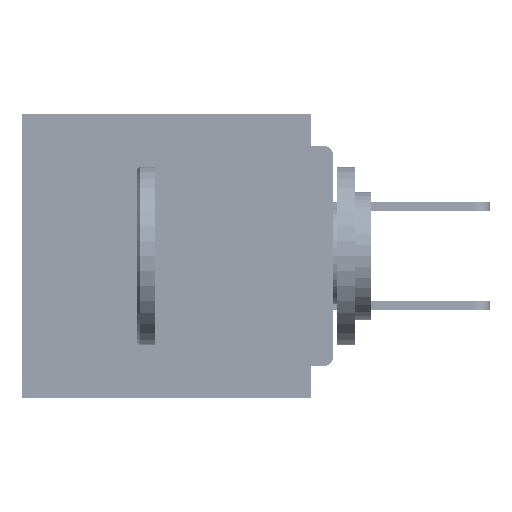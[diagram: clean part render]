
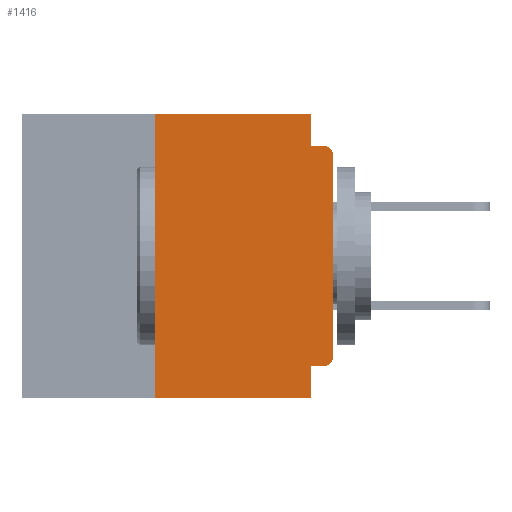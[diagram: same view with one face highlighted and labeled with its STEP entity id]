
A CAD part, left-side view. The second image highlights one B-rep face of the part: STEP entity #1416.
In plain terms, the highlighted planar face has unit normal (-1, 0, 0).
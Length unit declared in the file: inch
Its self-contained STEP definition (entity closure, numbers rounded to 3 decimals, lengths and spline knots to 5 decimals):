
#84 = LINE ( 'NONE', #53301, #54396 ) ;
#720 = ORIENTED_EDGE ( 'NONE', *, *, #31698, .F. ) ;
#1401 = CARTESIAN_POINT ( 'NONE',  ( 0., 0.015, -0.06 ) ) ;
#1416 = ADVANCED_FACE ( 'NONE', ( #10286 ), #4822, .F. ) ;
#1872 = LINE ( 'NONE', #13890, #14308 ) ;
#2666 = CARTESIAN_POINT ( 'NONE',  ( 0., 0.015, -0.045 ) ) ;
#2777 = DIRECTION ( 'NONE',  ( 0., 0., -1. ) ) ;
#3010 = DIRECTION ( 'NONE',  ( 1., 0., 0. ) ) ;
#3782 = CIRCLE ( 'NONE', #55332, 0.015 ) ;
#4438 = ORIENTED_EDGE ( 'NONE', *, *, #14981, .F. ) ;
#4822 = PLANE ( 'NONE',  #56188 ) ;
#5321 = CARTESIAN_POINT ( 'NONE',  ( 0., 0.25, 0. ) ) ;
#5440 = VERTEX_POINT ( 'NONE', #43060 ) ;
#6108 = DIRECTION ( 'NONE',  ( 0., 0., 1. ) ) ;
#6420 = CARTESIAN_POINT ( 'NONE',  ( 0., 0.437, 0. ) ) ;
#6720 = DIRECTION ( 'NONE',  ( 0., 0., -1. ) ) ;
#6991 = ORIENTED_EDGE ( 'NONE', *, *, #50125, .F. ) ;
#7017 = CARTESIAN_POINT ( 'NONE',  ( 0., 0.437, 0. ) ) ;
#7549 = DIRECTION ( 'NONE',  ( 0., 0., -1. ) ) ;
#8019 = EDGE_CURVE ( 'NONE', #45289, #37259, #41915, .T. ) ;
#10286 = FACE_OUTER_BOUND ( 'NONE', #51482, .T. ) ;
#11705 = DIRECTION ( 'NONE',  ( 0., -1., 0. ) ) ;
#12441 = VERTEX_POINT ( 'NONE', #58055 ) ;
#13292 = VECTOR ( 'NONE', #7549, 39.37008 ) ;
#13890 = CARTESIAN_POINT ( 'NONE',  ( 0., 0., -0.355 ) ) ;
#14308 = VECTOR ( 'NONE', #29669, 39.37008 ) ;
#14338 = DIRECTION ( 'NONE',  ( 0., 0., 1. ) ) ;
#14981 = EDGE_CURVE ( 'NONE', #51749, #55291, #56213, .T. ) ;
#15804 = ORIENTED_EDGE ( 'NONE', *, *, #63500, .T. ) ;
#16012 = CARTESIAN_POINT ( 'NONE',  ( 0., 0., -0.045 ) ) ;
#16504 = AXIS2_PLACEMENT_3D ( 'NONE', #1401, #38234, #6720 ) ;
#16543 = CARTESIAN_POINT ( 'NONE',  ( 0., 0.25, -0.4 ) ) ;
#16626 = DIRECTION ( 'NONE',  ( 0., -1., 0. ) ) ;
#16719 = CARTESIAN_POINT ( 'NONE',  ( 0., 0.031, -0.045 ) ) ;
#17305 = EDGE_CURVE ( 'NONE', #67008, #37259, #33673, .T. ) ;
#18358 = CARTESIAN_POINT ( 'NONE',  ( 0., 0.25, -0.4 ) ) ;
#18493 = ORIENTED_EDGE ( 'NONE', *, *, #8019, .T. ) ;
#20940 = VECTOR ( 'NONE', #14338, 39.37008 ) ;
#21690 = CARTESIAN_POINT ( 'NONE',  ( 0., 0., -0.34 ) ) ;
#23028 = ORIENTED_EDGE ( 'NONE', *, *, #26727, .F. ) ;
#23333 = LINE ( 'NONE', #51572, #63571 ) ;
#24403 = CARTESIAN_POINT ( 'NONE',  ( 0., 0.015, -0.34 ) ) ;
#24976 = LINE ( 'NONE', #6420, #52903 ) ;
#26361 = VERTEX_POINT ( 'NONE', #67448 ) ;
#26727 = EDGE_CURVE ( 'NONE', #34320, #67008, #32135, .T. ) ;
#27401 = ORIENTED_EDGE ( 'NONE', *, *, #61744, .F. ) ;
#29657 = DIRECTION ( 'NONE',  ( 0., 0., -1. ) ) ;
#29669 = DIRECTION ( 'NONE',  ( 0., 1., 0. ) ) ;
#29920 = EDGE_CURVE ( 'NONE', #26361, #64587, #3782, .T. ) ;
#31698 = EDGE_CURVE ( 'NONE', #26361, #12441, #1872, .T. ) ;
#31741 = EDGE_CURVE ( 'NONE', #64587, #45289, #34937, .T. ) ;
#32135 = LINE ( 'NONE', #39045, #13292 ) ;
#33673 = LINE ( 'NONE', #16012, #59970 ) ;
#34320 = VERTEX_POINT ( 'NONE', #57783 ) ;
#34937 = LINE ( 'NONE', #56332, #20940 ) ;
#37259 = VERTEX_POINT ( 'NONE', #2666 ) ;
#38234 = DIRECTION ( 'NONE',  ( -1., 0., 0. ) ) ;
#39045 = CARTESIAN_POINT ( 'NONE',  ( 0., 0.031, 0. ) ) ;
#41915 = CIRCLE ( 'NONE', #16504, 0.015 ) ;
#43060 = CARTESIAN_POINT ( 'NONE',  ( 0., 0.031, -0.4 ) ) ;
#44178 = ORIENTED_EDGE ( 'NONE', *, *, #17305, .F. ) ;
#45289 = VERTEX_POINT ( 'NONE', #51011 ) ;
#49380 = ORIENTED_EDGE ( 'NONE', *, *, #31741, .T. ) ;
#50125 = EDGE_CURVE ( 'NONE', #12441, #5440, #23333, .T. ) ;
#51011 = CARTESIAN_POINT ( 'NONE',  ( 0., 0., -0.06 ) ) ;
#51482 = EDGE_LOOP ( 'NONE', ( #49380, #18493, #44178, #23028, #27401, #4438, #15804, #6991, #720, #56319 ) ) ;
#51572 = CARTESIAN_POINT ( 'NONE',  ( 0., 0.031, -0.4 ) ) ;
#51749 = VERTEX_POINT ( 'NONE', #18358 ) ;
#52695 = DIRECTION ( 'NONE',  ( 0., -1., 0. ) ) ;
#52883 = VECTOR ( 'NONE', #6108, 39.37008 ) ;
#52903 = VECTOR ( 'NONE', #11705, 39.37008 ) ;
#53301 = CARTESIAN_POINT ( 'NONE',  ( 0., 0.437, -0.4 ) ) ;
#54396 = VECTOR ( 'NONE', #16626, 39.37008 ) ;
#55291 = VERTEX_POINT ( 'NONE', #5321 ) ;
#55332 = AXIS2_PLACEMENT_3D ( 'NONE', #24403, #61128, #29657 ) ;
#56188 = AXIS2_PLACEMENT_3D ( 'NONE', #7017, #3010, #2777 ) ;
#56213 = LINE ( 'NONE', #16543, #52883 ) ;
#56319 = ORIENTED_EDGE ( 'NONE', *, *, #29920, .T. ) ;
#56332 = CARTESIAN_POINT ( 'NONE',  ( 0., 0., 0. ) ) ;
#56855 = DIRECTION ( 'NONE',  ( 0., 0., -1. ) ) ;
#57783 = CARTESIAN_POINT ( 'NONE',  ( 0., 0.031, 0. ) ) ;
#58055 = CARTESIAN_POINT ( 'NONE',  ( 0., 0.031, -0.355 ) ) ;
#59970 = VECTOR ( 'NONE', #52695, 39.37008 ) ;
#61128 = DIRECTION ( 'NONE',  ( -1., 0., 0. ) ) ;
#61744 = EDGE_CURVE ( 'NONE', #55291, #34320, #24976, .T. ) ;
#63500 = EDGE_CURVE ( 'NONE', #51749, #5440, #84, .T. ) ;
#63571 = VECTOR ( 'NONE', #56855, 39.37008 ) ;
#64587 = VERTEX_POINT ( 'NONE', #21690 ) ;
#67008 = VERTEX_POINT ( 'NONE', #16719 ) ;
#67448 = CARTESIAN_POINT ( 'NONE',  ( 0., 0.015, -0.355 ) ) ;
